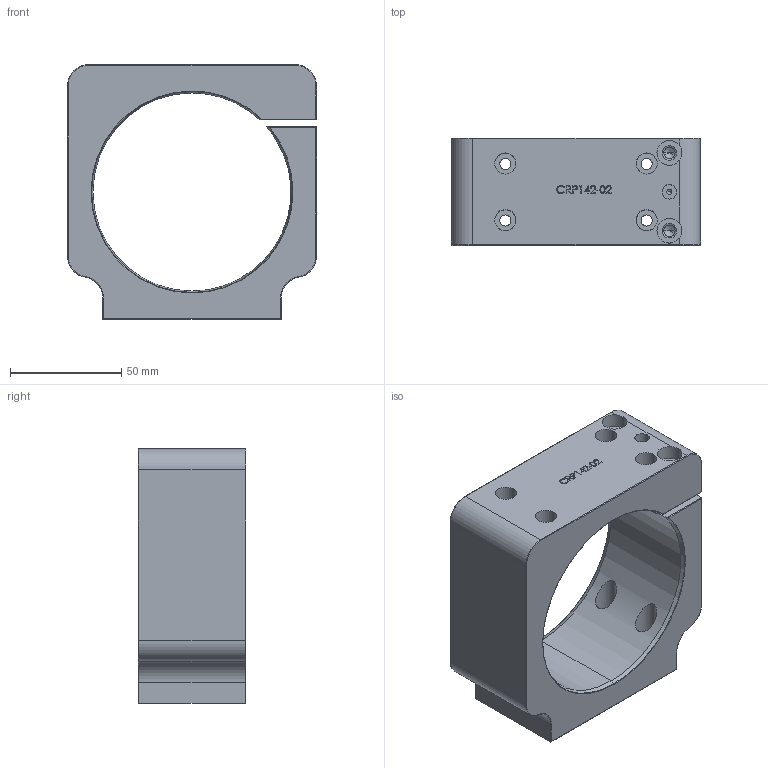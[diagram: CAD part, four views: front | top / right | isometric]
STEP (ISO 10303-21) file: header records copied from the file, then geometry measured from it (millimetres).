
FILE_DESCRIPTION (( 'STEP AP214' ), '1' );
FILE_NAME ('CRP142-02.STEP', '2018-02-27T17:48:15', ( '' ), ( '' ), 'SwSTEP 2.0', 'SolidWorks 2017', '' );
FILE_SCHEMA (( 'AUTOMOTIVE_DESIGN' ));
Length unit declared in the file: inch
Products named in the file (1): CRP142-02
Bounding box: 111.76 x 48.26 x 114.3 mm (x, y, z)
Volume: 266145.1 mm3; surface area: 53702 mm2
Topology: 1 solids, 1 shells, 230 faces, 591 edges, 375 vertices
Faces by surface type: plane 86, cylinder 69, bspline 41, torus 18, cone 16
Entity records: 10231 total; most frequent: CARTESIAN_POINT 4786, ORIENTED_EDGE 1170, DIRECTION 975, EDGE_CURVE 585, VERTEX_POINT 375, AXIS2_PLACEMENT_3D 326, VECTOR 323, LINE 323
